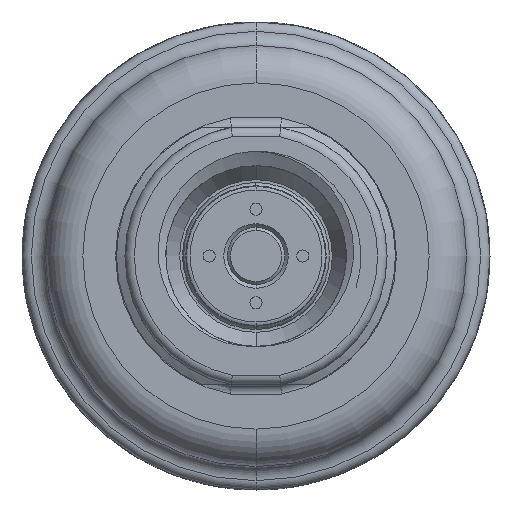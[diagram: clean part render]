
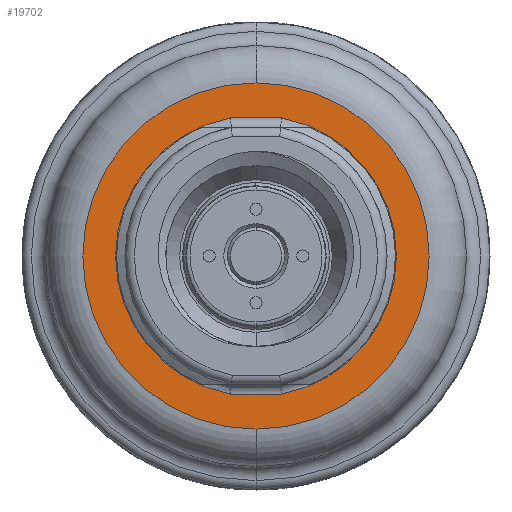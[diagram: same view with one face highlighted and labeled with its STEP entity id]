
A CAD part, front view. The second image highlights one B-rep face of the part: STEP entity #19702.
In plain terms, the highlighted planar face has unit normal (0, -1, 0).
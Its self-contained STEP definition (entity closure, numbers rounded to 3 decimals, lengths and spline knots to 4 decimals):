
#2211=CARTESIAN_POINT('',(0.,-0.1181,0.));
#2212=DIRECTION('',(0.,-1.,0.));
#2213=DIRECTION('',(0.,0.,-1.));
#2214=AXIS2_PLACEMENT_3D('',#2211,#2212,#2213);
#2216=CARTESIAN_POINT('',(0.,-0.1181,0.));
#2217=DIRECTION('',(0.,-1.,0.));
#2218=DIRECTION('',(0.,0.,1.));
#2219=AXIS2_PLACEMENT_3D('',#2216,#2217,#2218);
#2221=CARTESIAN_POINT('',(0.,-0.1181,0.));
#2222=DIRECTION('',(0.,-1.,0.));
#2223=DIRECTION('',(-0.182,0.,0.983));
#2224=AXIS2_PLACEMENT_3D('',#2221,#2222,#2223);
#2226=DIRECTION('',(1.,0.,0.));
#2227=VECTOR('',#2226,0.2147);
#2228=CARTESIAN_POINT('',(-0.1074,-0.1181,
-0.5807));
#2229=LINE('',#2228,#2227);
#2230=CARTESIAN_POINT('',(0.,-0.1181,0.));
#2231=DIRECTION('',(0.,-1.,0.));
#2232=DIRECTION('',(0.182,0.,-0.983));
#2233=AXIS2_PLACEMENT_3D('',#2230,#2231,#2232);
#2235=DIRECTION('',(-1.,0.,0.));
#2236=VECTOR('',#2235,0.2147);
#2237=CARTESIAN_POINT('',(0.1074,-0.1181,
0.5807));
#2238=LINE('',#2237,#2236);
#15476=CARTESIAN_POINT('',(-0.1074,-0.1181,
0.5807));
#15477=CARTESIAN_POINT('',(-0.1074,-0.1181,
-0.5807));
#15478=VERTEX_POINT('',#15476);
#15479=VERTEX_POINT('',#15477);
#15484=CARTESIAN_POINT('',(0.1074,-0.1181,
-0.5807));
#15485=CARTESIAN_POINT('',(0.1074,-0.1181,
0.5807));
#15486=VERTEX_POINT('',#15484);
#15487=VERTEX_POINT('',#15485);
#15817=CARTESIAN_POINT('',(0.,-0.1181,-0.7283));
#15818=CARTESIAN_POINT('',(0.,-0.1181,0.7283));
#15819=VERTEX_POINT('',#15817);
#15820=VERTEX_POINT('',#15818);
#19682=CARTESIAN_POINT('',(0.,-0.1181,0.));
#19683=DIRECTION('',(0.,-1.,0.));
#19684=DIRECTION('',(0.,0.,1.));
#19685=AXIS2_PLACEMENT_3D('',#19682,#19683,#19684);
#19686=PLANE('',#19685);
#19688=ORIENTED_EDGE('',*,*,#19687,.F.);
#19689=ORIENTED_EDGE('',*,*,#19672,.F.);
#19690=EDGE_LOOP('',(#19688,#19689));
#19691=FACE_OUTER_BOUND('',#19690,.F.);
#19693=ORIENTED_EDGE('',*,*,#19692,.T.);
#19695=ORIENTED_EDGE('',*,*,#19694,.T.);
#19697=ORIENTED_EDGE('',*,*,#19696,.T.);
#19699=ORIENTED_EDGE('',*,*,#19698,.T.);
#19700=EDGE_LOOP('',(#19693,#19695,#19697,#19699));
#19701=FACE_BOUND('',#19700,.F.);
#19702=ADVANCED_FACE('',(#19691,#19701),#19686,.T.);
#2215=CIRCLE('',#2214,0.7283);
#2220=CIRCLE('',#2219,0.7283);
#2225=CIRCLE('',#2224,0.5906);
#2234=CIRCLE('',#2233,0.5906);
#19672=EDGE_CURVE('',#15820,#15819,#2220,.T.);
#19687=EDGE_CURVE('',#15819,#15820,#2215,.T.);
#19692=EDGE_CURVE('',#15478,#15479,#2225,.T.);
#19694=EDGE_CURVE('',#15479,#15486,#2229,.T.);
#19696=EDGE_CURVE('',#15486,#15487,#2234,.T.);
#19698=EDGE_CURVE('',#15487,#15478,#2238,.T.);
